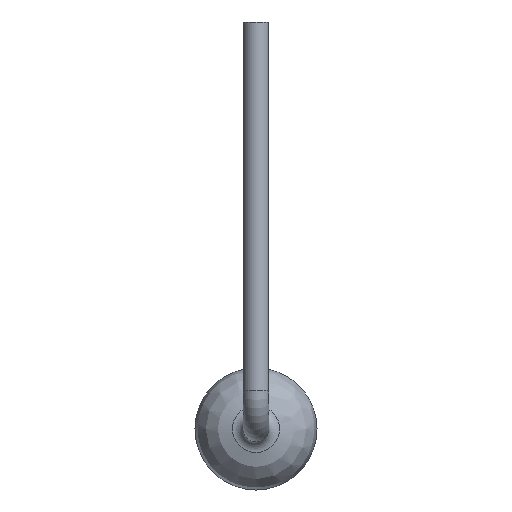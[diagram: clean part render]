
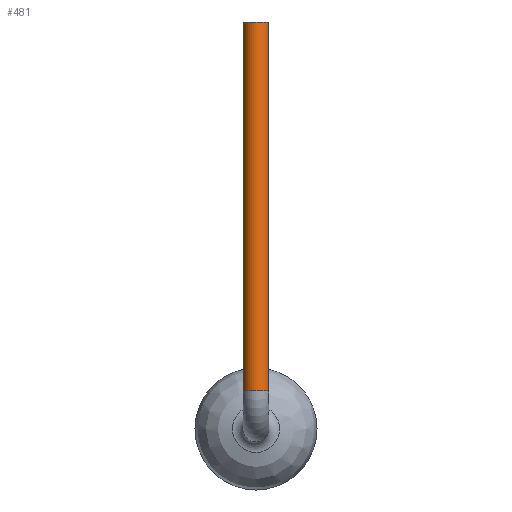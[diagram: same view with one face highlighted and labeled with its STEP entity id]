
A CAD part, front view. The second image highlights one B-rep face of the part: STEP entity #481.
In plain terms, the highlighted cylindrical face has radius 0.5 mm (diameter 1 mm), a full revolution.
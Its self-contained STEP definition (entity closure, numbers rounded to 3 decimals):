
#45=FACE_OUTER_BOUND('',#78,.T.);
#78=EDGE_LOOP('',(#313,#314,#315,#316,#317));
#117=LINE('',#809,#130);
#130=VECTOR('',#637,0.5);
#148=CIRCLE('',#541,0.5);
#149=CIRCLE('',#542,0.5);
#150=CIRCLE('',#543,0.5);
#199=VERTEX_POINT('',#806);
#200=VERTEX_POINT('',#808);
#201=VERTEX_POINT('',#810);
#243=EDGE_CURVE('',#199,#199,#148,.T.);
#244=EDGE_CURVE('',#199,#200,#117,.T.);
#245=EDGE_CURVE('',#200,#201,#149,.T.);
#246=EDGE_CURVE('',#201,#200,#150,.T.);
#313=ORIENTED_EDGE('',*,*,#243,.F.);
#314=ORIENTED_EDGE('',*,*,#244,.T.);
#315=ORIENTED_EDGE('',*,*,#245,.T.);
#316=ORIENTED_EDGE('',*,*,#246,.T.);
#317=ORIENTED_EDGE('',*,*,#244,.F.);
#432=CYLINDRICAL_SURFACE('',#540,0.5);
#481=ADVANCED_FACE('',(#45),#432,.T.);
#540=AXIS2_PLACEMENT_3D('',#805,#633,#634);
#541=AXIS2_PLACEMENT_3D('',#807,#635,#636);
#542=AXIS2_PLACEMENT_3D('',#811,#638,#639);
#543=AXIS2_PLACEMENT_3D('',#812,#640,#641);
#633=DIRECTION('center_axis',(0.,0.,1.));
#634=DIRECTION('ref_axis',(1.,0.,0.));
#635=DIRECTION('center_axis',(0.,0.,1.));
#636=DIRECTION('ref_axis',(1.,0.,0.));
#637=DIRECTION('',(0.,0.,-1.));
#638=DIRECTION('center_axis',(0.,0.,1.));
#639=DIRECTION('ref_axis',(1.,0.,0.));
#640=DIRECTION('center_axis',(0.,0.,1.));
#641=DIRECTION('ref_axis',(1.,0.,0.));
#805=CARTESIAN_POINT('Origin',(0.,-6.15,1.5));
#806=CARTESIAN_POINT('',(-0.5,-6.15,16.));
#807=CARTESIAN_POINT('Origin',(0.,-6.15,16.));
#808=CARTESIAN_POINT('',(-0.5,-6.15,1.5));
#809=CARTESIAN_POINT('',(-0.5,-6.15,1.5));
#810=CARTESIAN_POINT('',(0.,-5.65,1.5));
#811=CARTESIAN_POINT('Origin',(0.,-6.15,1.5));
#812=CARTESIAN_POINT('Origin',(0.,-6.15,1.5));
